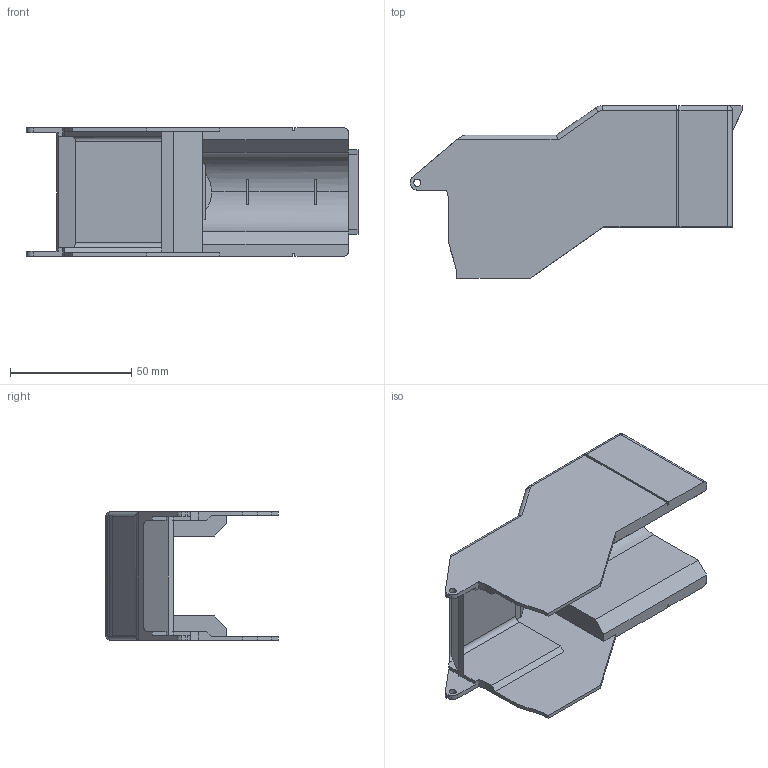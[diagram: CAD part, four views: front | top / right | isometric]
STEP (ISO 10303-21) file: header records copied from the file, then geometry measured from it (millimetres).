
FILE_DESCRIPTION (( 'STEP AP214' ), '1' );
FILE_NAME ('KKB 240.STP', '2017-03-28T04:47:19', ( '' ), ( '' ), 'SwSTEP 2.0', 'SolidWorks 2016', '' );
FILE_SCHEMA (( 'AUTOMOTIVE_DESIGN' ));
Length unit declared in the file: millimetre
Products named in the file (1): KKB 240
Bounding box: 136.97 x 71.15 x 53 mm (x, y, z)
Volume: 93718.2 mm3; surface area: 40567.6 mm2
Topology: 1 solids, 2 shells, 134 faces, 379 edges, 247 vertices
Faces by surface type: plane 96, cylinder 32, sphere 4, torus 2
Entity records: 4341 total; most frequent: CARTESIAN_POINT 827, ORIENTED_EDGE 754, DIRECTION 697, EDGE_CURVE 377, VECTOR 291, LINE 291, VERTEX_POINT 247, AXIS2_PLACEMENT_3D 203
